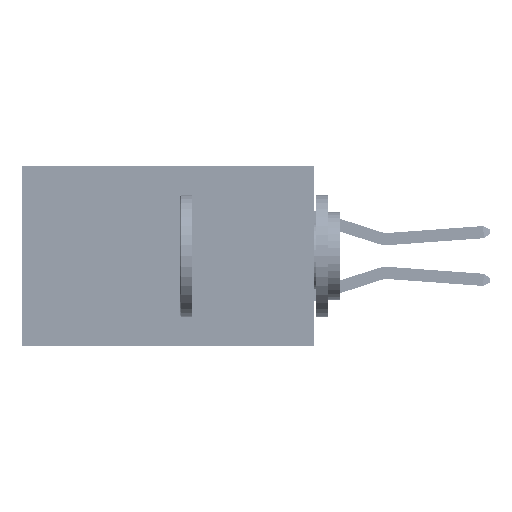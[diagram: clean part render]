
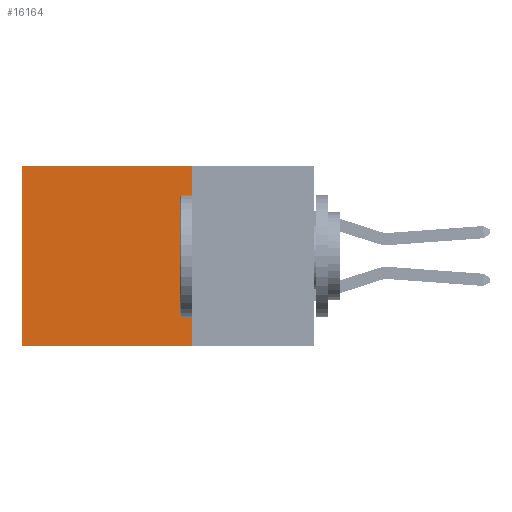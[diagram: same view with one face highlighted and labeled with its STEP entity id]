
A CAD part, left-side view. The second image highlights one B-rep face of the part: STEP entity #16164.
In plain terms, the highlighted planar face has unit normal (-1, 0, 0).
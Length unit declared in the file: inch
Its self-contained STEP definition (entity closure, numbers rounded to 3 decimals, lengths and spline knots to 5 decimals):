
#2743 = VECTOR ( 'NONE', #20084, 39.37008 ) ;
#3918 = EDGE_CURVE ( 'NONE', #28283, #23782, #23731, .T. ) ;
#7059 = AXIS2_PLACEMENT_3D ( 'NONE', #12540, #16589, #20307 ) ;
#7201 = LINE ( 'NONE', #42226, #40380 ) ;
#7661 = DIRECTION ( 'NONE',  ( 0., 1., 0. ) ) ;
#8215 = CARTESIAN_POINT ( 'NONE',  ( 0.2875, 0.6, -0.37 ) ) ;
#8603 = EDGE_LOOP ( 'NONE', ( #18045, #13213, #9483, #16095 ) ) ;
#9483 = ORIENTED_EDGE ( 'NONE', *, *, #3918, .F. ) ;
#9676 = EDGE_CURVE ( 'NONE', #28283, #24332, #33704, .T. ) ;
#11504 = EDGE_CURVE ( 'NONE', #24332, #12684, #23295, .T. ) ;
#12540 = CARTESIAN_POINT ( 'NONE',  ( 0.2875, 0.25, 0. ) ) ;
#12684 = VERTEX_POINT ( 'NONE', #8215 ) ;
#13213 = ORIENTED_EDGE ( 'NONE', *, *, #29613, .F. ) ;
#16095 = ORIENTED_EDGE ( 'NONE', *, *, #9676, .T. ) ;
#16164 = ADVANCED_FACE ( 'NONE', ( #46840 ), #32418, .F. ) ;
#16589 = DIRECTION ( 'NONE',  ( 1., 0., 0. ) ) ;
#18045 = ORIENTED_EDGE ( 'NONE', *, *, #11504, .T. ) ;
#19539 = VECTOR ( 'NONE', #41972, 39.37008 ) ;
#20084 = DIRECTION ( 'NONE',  ( 0., 0., -1. ) ) ;
#20307 = DIRECTION ( 'NONE',  ( 0., 0., -1. ) ) ;
#23295 = LINE ( 'NONE', #24112, #2743 ) ;
#23322 = CARTESIAN_POINT ( 'NONE',  ( 0.2875, 0.25, 0. ) ) ;
#23731 = LINE ( 'NONE', #26334, #19539 ) ;
#23782 = VERTEX_POINT ( 'NONE', #25772 ) ;
#24112 = CARTESIAN_POINT ( 'NONE',  ( 0.2875, 0.6, 0. ) ) ;
#24332 = VERTEX_POINT ( 'NONE', #24870 ) ;
#24667 = DIRECTION ( 'NONE',  ( 0., 1., 0. ) ) ;
#24870 = CARTESIAN_POINT ( 'NONE',  ( 0.2875, 0.6, 0. ) ) ;
#25772 = CARTESIAN_POINT ( 'NONE',  ( 0.2875, 0.25, -0.37 ) ) ;
#26334 = CARTESIAN_POINT ( 'NONE',  ( 0.2875, 0.25, 0. ) ) ;
#28283 = VERTEX_POINT ( 'NONE', #49310 ) ;
#29613 = EDGE_CURVE ( 'NONE', #23782, #12684, #7201, .T. ) ;
#32418 = PLANE ( 'NONE',  #7059 ) ;
#32491 = VECTOR ( 'NONE', #24667, 39.37008 ) ;
#33704 = LINE ( 'NONE', #23322, #32491 ) ;
#40380 = VECTOR ( 'NONE', #7661, 39.37008 ) ;
#41972 = DIRECTION ( 'NONE',  ( 0., 0., -1. ) ) ;
#42226 = CARTESIAN_POINT ( 'NONE',  ( 0.2875, 0.25, -0.37 ) ) ;
#46840 = FACE_OUTER_BOUND ( 'NONE', #8603, .T. ) ;
#49310 = CARTESIAN_POINT ( 'NONE',  ( 0.2875, 0.25, 0. ) ) ;
